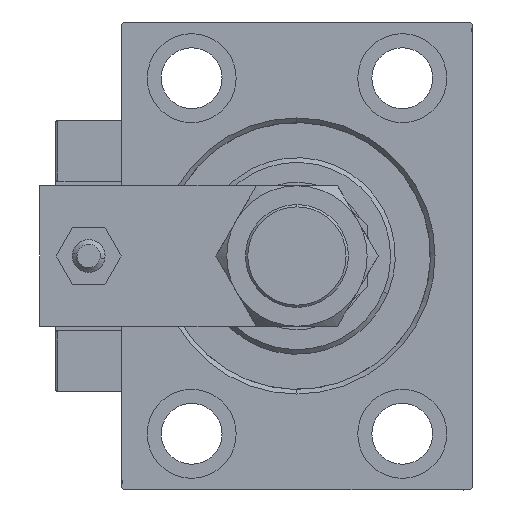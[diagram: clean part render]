
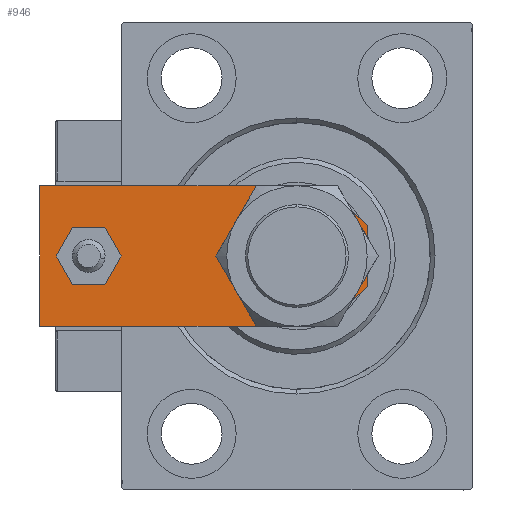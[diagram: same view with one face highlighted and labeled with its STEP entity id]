
A CAD part, left-side view. The second image highlights one B-rep face of the part: STEP entity #946.
In plain terms, the highlighted face is planar.
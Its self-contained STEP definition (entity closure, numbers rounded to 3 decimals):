
#105 = LINE ( 'NONE', #41192, #50736 ) ;
#175 = VECTOR ( 'NONE', #17870, 1000. ) ;
#527 = LINE ( 'NONE', #49082, #19838 ) ;
#946 = ADVANCED_FACE ( 'NONE', ( #35287, #2746, #48083 ), #51560, .T. ) ;
#1206 = AXIS2_PLACEMENT_3D ( 'NONE', #50880, #14354, #10353 ) ;
#1914 = AXIS2_PLACEMENT_3D ( 'NONE', #27511, #31522, #15780 ) ;
#2617 = CARTESIAN_POINT ( 'NONE',  ( 15., 70., 8. ) ) ;
#2746 = FACE_OUTER_BOUND ( 'NONE', #40880, .T. ) ;
#4729 = EDGE_CURVE ( 'NONE', #25621, #22906, #18143, .T. ) ;
#4748 = VERTEX_POINT ( 'NONE', #45618 ) ;
#4945 = VERTEX_POINT ( 'NONE', #33291 ) ;
#5002 = LINE ( 'NONE', #29787, #19804 ) ;
#5516 = CARTESIAN_POINT ( 'NONE',  ( 15., 70., 8. ) ) ;
#5852 = LINE ( 'NONE', #2617, #39007 ) ;
#6638 = CARTESIAN_POINT ( 'NONE',  ( 6.5, 0., 8. ) ) ;
#6760 = CARTESIAN_POINT ( 'NONE',  ( 0., 0., 8. ) ) ;
#6806 = ORIENTED_EDGE ( 'NONE', *, *, #33373, .F. ) ;
#7990 = CARTESIAN_POINT ( 'NONE',  ( -15., 70., 8. ) ) ;
#8430 = CARTESIAN_POINT ( 'NONE',  ( 0., 15., 8. ) ) ;
#8792 = EDGE_CURVE ( 'NONE', #18677, #14540, #527, .T. ) ;
#8920 = CIRCLE ( 'NONE', #1206, 4. ) ;
#10044 = ORIENTED_EDGE ( 'NONE', *, *, #23276, .T. ) ;
#10353 = DIRECTION ( 'NONE',  ( 1., 0., 0. ) ) ;
#12117 = CIRCLE ( 'NONE', #1914, 4. ) ;
#14086 = CARTESIAN_POINT ( 'NONE',  ( 15., 8.5, 8. ) ) ;
#14354 = DIRECTION ( 'NONE',  ( 0., 0., 1. ) ) ;
#14540 = VERTEX_POINT ( 'NONE', #14086 ) ;
#15780 = DIRECTION ( 'NONE',  ( 1., 0., 0. ) ) ;
#16282 = CARTESIAN_POINT ( 'NONE',  ( -15., 8.5, 8. ) ) ;
#16697 = EDGE_CURVE ( 'NONE', #27879, #18677, #46605, .T. ) ;
#16857 = DIRECTION ( 'NONE',  ( 0., 0., 1. ) ) ;
#17172 = CARTESIAN_POINT ( 'NONE',  ( -10., 15., 8. ) ) ;
#17870 = DIRECTION ( 'NONE',  ( 0., -1., 0. ) ) ;
#18143 = LINE ( 'NONE', #46675, #175 ) ;
#18677 = VERTEX_POINT ( 'NONE', #6638 ) ;
#19379 = DIRECTION ( 'NONE',  ( 1., 0., 0. ) ) ;
#19423 = ORIENTED_EDGE ( 'NONE', *, *, #39901, .T. ) ;
#19725 = CARTESIAN_POINT ( 'NONE',  ( -6.5, 0., 8. ) ) ;
#19804 = VECTOR ( 'NONE', #39316, 1000. ) ;
#19838 = VECTOR ( 'NONE', #49610, 1000. ) ;
#20268 = ORIENTED_EDGE ( 'NONE', *, *, #8792, .T. ) ;
#21378 = DIRECTION ( 'NONE',  ( 1., 0., 0. ) ) ;
#22906 = VERTEX_POINT ( 'NONE', #16282 ) ;
#23276 = EDGE_CURVE ( 'NONE', #22906, #27879, #5002, .T. ) ;
#23628 = EDGE_CURVE ( 'NONE', #50547, #4748, #12117, .T. ) ;
#24751 = AXIS2_PLACEMENT_3D ( 'NONE', #6760, #47563, #51813 ) ;
#25621 = VERTEX_POINT ( 'NONE', #7990 ) ;
#25973 = AXIS2_PLACEMENT_3D ( 'NONE', #42908, #16857, #21378 ) ;
#27231 = ORIENTED_EDGE ( 'NONE', *, *, #48178, .F. ) ;
#27511 = CARTESIAN_POINT ( 'NONE',  ( 0., 59.5, 8. ) ) ;
#27879 = VERTEX_POINT ( 'NONE', #19725 ) ;
#28909 = DIRECTION ( 'NONE',  ( 0., 1., 0. ) ) ;
#28994 = ORIENTED_EDGE ( 'NONE', *, *, #4729, .T. ) ;
#29508 = VERTEX_POINT ( 'NONE', #5516 ) ;
#29672 = CIRCLE ( 'NONE', #35620, 10. ) ;
#29787 = CARTESIAN_POINT ( 'NONE',  ( -3.25, -3.25, 8. ) ) ;
#29789 = CARTESIAN_POINT ( 'NONE',  ( -15., 0., 8. ) ) ;
#30234 = CIRCLE ( 'NONE', #25973, 10. ) ;
#31222 = ORIENTED_EDGE ( 'NONE', *, *, #33817, .T. ) ;
#31522 = DIRECTION ( 'NONE',  ( 0., 0., 1. ) ) ;
#31687 = ORIENTED_EDGE ( 'NONE', *, *, #32025, .F. ) ;
#32025 = EDGE_CURVE ( 'NONE', #4748, #50547, #8920, .T. ) ;
#33291 = CARTESIAN_POINT ( 'NONE',  ( 10., 15., 8. ) ) ;
#33373 = EDGE_CURVE ( 'NONE', #48540, #4945, #30234, .T. ) ;
#33731 = EDGE_LOOP ( 'NONE', ( #38106, #31687 ) ) ;
#33817 = EDGE_CURVE ( 'NONE', #14540, #29508, #105, .T. ) ;
#35110 = CARTESIAN_POINT ( 'NONE',  ( -4., 59.5, 8. ) ) ;
#35287 = FACE_BOUND ( 'NONE', #33731, .T. ) ;
#35620 = AXIS2_PLACEMENT_3D ( 'NONE', #8430, #48973, #19379 ) ;
#37810 = DIRECTION ( 'NONE',  ( 1., 0., 0. ) ) ;
#38106 = ORIENTED_EDGE ( 'NONE', *, *, #23628, .F. ) ;
#39007 = VECTOR ( 'NONE', #46917, 1000. ) ;
#39316 = DIRECTION ( 'NONE',  ( 0.707, -0.707, 0. ) ) ;
#39901 = EDGE_CURVE ( 'NONE', #29508, #25621, #5852, .T. ) ;
#40880 = EDGE_LOOP ( 'NONE', ( #28994, #10044, #43064, #20268, #31222, #19423 ) ) ;
#41192 = CARTESIAN_POINT ( 'NONE',  ( 15., 0., 8. ) ) ;
#42908 = CARTESIAN_POINT ( 'NONE',  ( 0., 15., 8. ) ) ;
#43064 = ORIENTED_EDGE ( 'NONE', *, *, #16697, .T. ) ;
#45618 = CARTESIAN_POINT ( 'NONE',  ( 4., 59.5, 8. ) ) ;
#46605 = LINE ( 'NONE', #29789, #50771 ) ;
#46675 = CARTESIAN_POINT ( 'NONE',  ( -15., 70., 8. ) ) ;
#46917 = DIRECTION ( 'NONE',  ( -1., 0., 0. ) ) ;
#47563 = DIRECTION ( 'NONE',  ( 0., 0., 1. ) ) ;
#48083 = FACE_BOUND ( 'NONE', #48996, .T. ) ;
#48178 = EDGE_CURVE ( 'NONE', #4945, #48540, #29672, .T. ) ;
#48540 = VERTEX_POINT ( 'NONE', #17172 ) ;
#48973 = DIRECTION ( 'NONE',  ( 0., 0., 1. ) ) ;
#48996 = EDGE_LOOP ( 'NONE', ( #6806, #27231 ) ) ;
#49082 = CARTESIAN_POINT ( 'NONE',  ( 3.25, -3.25, 8. ) ) ;
#49610 = DIRECTION ( 'NONE',  ( 0.707, 0.707, 0. ) ) ;
#50547 = VERTEX_POINT ( 'NONE', #35110 ) ;
#50736 = VECTOR ( 'NONE', #28909, 1000. ) ;
#50771 = VECTOR ( 'NONE', #37810, 1000. ) ;
#50880 = CARTESIAN_POINT ( 'NONE',  ( 0., 59.5, 8. ) ) ;
#51560 = PLANE ( 'NONE',  #24751 ) ;
#51813 = DIRECTION ( 'NONE',  ( 1., 0., 0. ) ) ;
